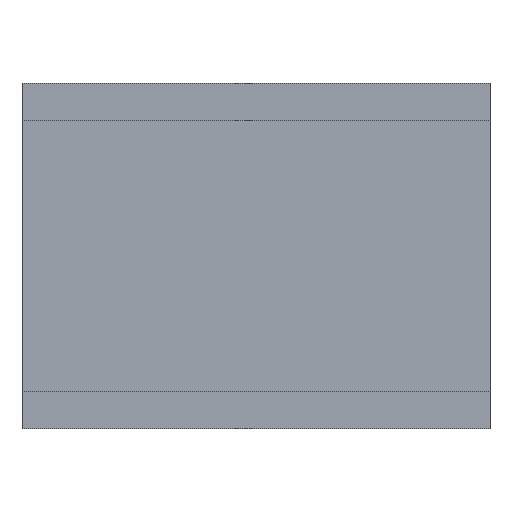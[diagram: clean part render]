
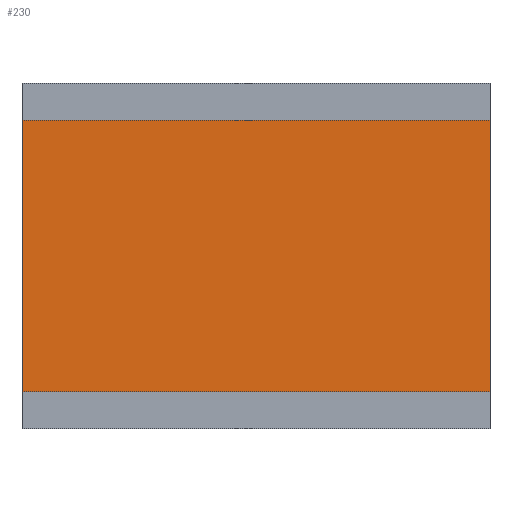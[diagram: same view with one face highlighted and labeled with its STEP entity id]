
A CAD part, top view. The second image highlights one B-rep face of the part: STEP entity #230.
In plain terms, the highlighted planar face has unit normal (0, 0, 1).
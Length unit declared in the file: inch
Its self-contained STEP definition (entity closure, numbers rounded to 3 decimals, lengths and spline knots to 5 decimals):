
#24=FACE_OUTER_BOUND('',#36,.T.);
#36=EDGE_LOOP('',(#191,#192,#193,#194));
#55=LINE('',#357,#85);
#58=LINE('',#363,#88);
#65=LINE('',#377,#95);
#67=LINE('',#380,#97);
#85=VECTOR('',#293,0.3937);
#88=VECTOR('',#300,0.3937);
#95=VECTOR('',#311,0.3937);
#97=VECTOR('',#315,0.3937);
#111=VERTEX_POINT('',#353);
#112=VERTEX_POINT('',#355);
#113=VERTEX_POINT('',#362);
#118=VERTEX_POINT('',#376);
#135=EDGE_CURVE('',#111,#112,#55,.T.);
#138=EDGE_CURVE('',#113,#111,#58,.T.);
#145=EDGE_CURVE('',#118,#113,#65,.T.);
#147=EDGE_CURVE('',#112,#118,#67,.T.);
#191=ORIENTED_EDGE('',*,*,#135,.T.);
#192=ORIENTED_EDGE('',*,*,#147,.T.);
#193=ORIENTED_EDGE('',*,*,#145,.T.);
#194=ORIENTED_EDGE('',*,*,#138,.T.);
#218=PLANE('',#262);
#230=ADVANCED_FACE('',(#24),#218,.T.);
#262=AXIS2_PLACEMENT_3D('',#379,#313,#314);
#293=DIRECTION('',(-1.,0.,0.));
#300=DIRECTION('',(0.,1.,0.));
#311=DIRECTION('',(1.,0.,0.));
#313=DIRECTION('center_axis',(0.,0.,1.));
#314=DIRECTION('ref_axis',(1.,0.,0.));
#315=DIRECTION('',(0.,-1.,0.));
#353=CARTESIAN_POINT('',(0.1625,0.09425,0.038));
#355=CARTESIAN_POINT('',(-0.1625,0.09425,0.038));
#357=CARTESIAN_POINT('',(0.08125,0.09425,0.038));
#362=CARTESIAN_POINT('',(0.1625,-0.09425,0.038));
#363=CARTESIAN_POINT('',(0.1625,0.12,0.038));
#376=CARTESIAN_POINT('',(-0.1625,-0.09425,0.038));
#377=CARTESIAN_POINT('',(0.08125,-0.09425,0.038));
#379=CARTESIAN_POINT('Origin',(0.,0.,
0.038));
#380=CARTESIAN_POINT('',(-0.1625,-0.12,0.038));
